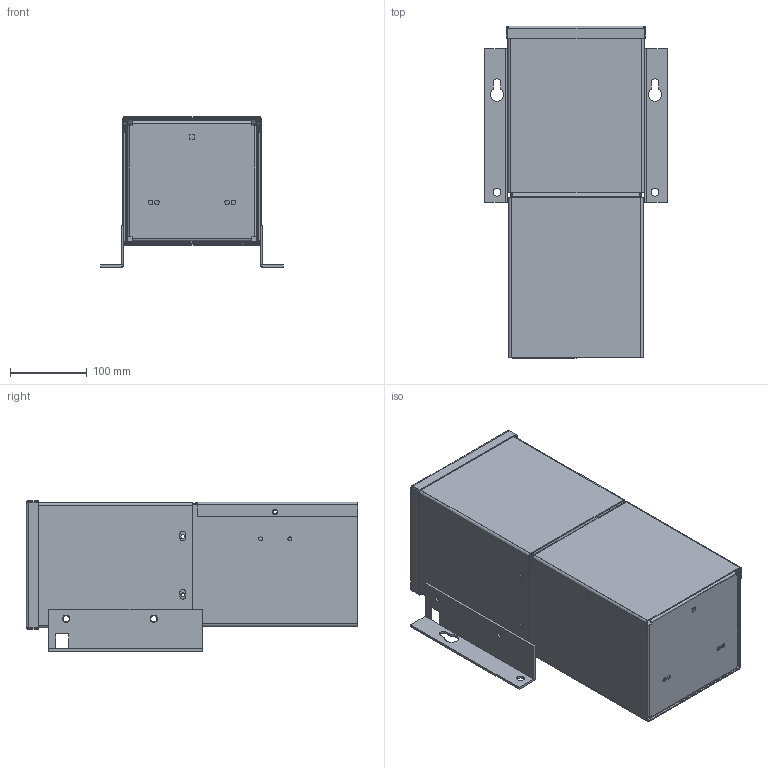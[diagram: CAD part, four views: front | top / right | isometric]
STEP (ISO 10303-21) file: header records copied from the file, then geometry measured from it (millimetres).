
FILE_DESCRIPTION (( 'STEP AP214' ), '1' );
FILE_NAME ('T169432.STEP', '2017-03-01T16:30:00', ( '' ), ( '' ), 'SwSTEP 2.0', 'SolidWorks 2017', '' );
FILE_SCHEMA (( 'AUTOMOTIVE_DESIGN' ));
Length unit declared in the file: inch
Products named in the file (10): B  2-700276-; C  2-700270-; B  2-700272-; A  2-700273-; B  2-700277-R; B  2-700277-L; B  2-700275-; T169432
Assembly tree (9 placements, depth 3):
  T169432
    A  2-700273-
      A  2-700273-
      B  2-700275-
      B  2-700277-L
      B  2-700277-R
    C  2-700270-
      C  2-700270-
      B  2-700272-
    B  2-700276-
Bounding box: 238.76 x 433.32 x 196.57 mm (x, y, z)
Volume: 675382.1 mm3; surface area: 841890.2 mm2
Topology: 7 solids, 7 shells, 323 faces, 785 edges, 484 vertices
Faces by surface type: plane 180, cylinder 131, bspline 8, cone 4
Entity records: 10391 total; most frequent: CARTESIAN_POINT 2142, DIRECTION 1681, ORIENTED_EDGE 1570, EDGE_CURVE 785, AXIS2_PLACEMENT_3D 583, VECTOR 515, LINE 515, VERTEX_POINT 484
